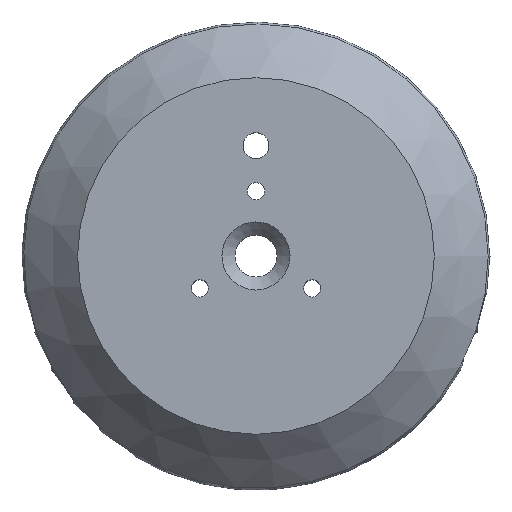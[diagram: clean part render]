
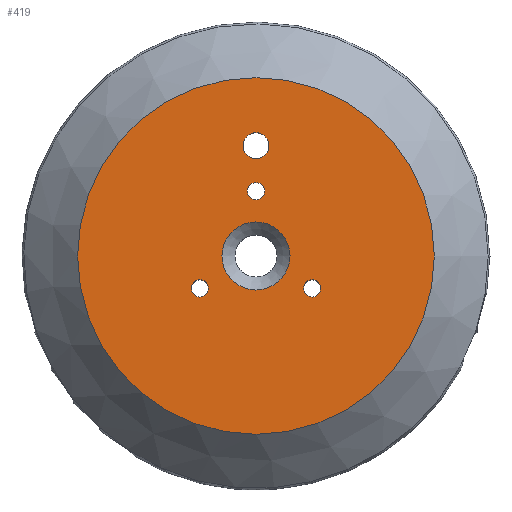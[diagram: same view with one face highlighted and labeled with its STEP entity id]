
A CAD part, top view. The second image highlights one B-rep face of the part: STEP entity #419.
In plain terms, the highlighted planar face has unit normal (0, 0, 1).
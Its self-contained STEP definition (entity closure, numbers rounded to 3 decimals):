
#19=FACE_BOUND('',#79,.T.);
#20=FACE_BOUND('',#80,.T.);
#21=FACE_BOUND('',#81,.T.);
#22=FACE_BOUND('',#82,.T.);
#23=FACE_BOUND('',#83,.T.);
#35=PLANE('',#465);
#52=FACE_OUTER_BOUND('',#78,.T.);
#78=EDGE_LOOP('',(#301));
#79=EDGE_LOOP('',(#302,#303));
#80=EDGE_LOOP('',(#304));
#81=EDGE_LOOP('',(#305));
#82=EDGE_LOOP('',(#306));
#83=EDGE_LOOP('',(#307));
#159=CIRCLE('',#462,5.25);
#161=CIRCLE('',#466,27.5);
#162=CIRCLE('',#467,2.);
#163=CIRCLE('',#468,2.);
#164=CIRCLE('',#469,1.325);
#165=CIRCLE('',#470,1.325);
#166=CIRCLE('',#471,1.325);
#196=VERTEX_POINT('',#675);
#198=VERTEX_POINT('',#683);
#199=VERTEX_POINT('',#685);
#200=VERTEX_POINT('',#686);
#201=VERTEX_POINT('',#689);
#202=VERTEX_POINT('',#691);
#203=VERTEX_POINT('',#693);
#237=EDGE_CURVE('',#196,#196,#159,.T.);
#240=EDGE_CURVE('',#198,#198,#161,.T.);
#241=EDGE_CURVE('',#199,#200,#162,.F.);
#242=EDGE_CURVE('',#200,#199,#163,.F.);
#243=EDGE_CURVE('',#201,#201,#164,.T.);
#244=EDGE_CURVE('',#202,#202,#165,.T.);
#245=EDGE_CURVE('',#203,#203,#166,.T.);
#301=ORIENTED_EDGE('',*,*,#240,.T.);
#302=ORIENTED_EDGE('',*,*,#241,.T.);
#303=ORIENTED_EDGE('',*,*,#242,.T.);
#304=ORIENTED_EDGE('',*,*,#243,.T.);
#305=ORIENTED_EDGE('',*,*,#244,.T.);
#306=ORIENTED_EDGE('',*,*,#245,.T.);
#307=ORIENTED_EDGE('',*,*,#237,.F.);
#419=ADVANCED_FACE('',(#52,#19,#20,#21,#22,#23),#35,.T.);
#462=AXIS2_PLACEMENT_3D('',#677,#530,#531);
#465=AXIS2_PLACEMENT_3D('',#682,#537,#538);
#466=AXIS2_PLACEMENT_3D('',#684,#539,#540);
#467=AXIS2_PLACEMENT_3D('',#687,#541,#542);
#468=AXIS2_PLACEMENT_3D('',#688,#543,#544);
#469=AXIS2_PLACEMENT_3D('',#690,#545,#546);
#470=AXIS2_PLACEMENT_3D('',#692,#547,#548);
#471=AXIS2_PLACEMENT_3D('',#694,#549,#550);
#530=DIRECTION('center_axis',(0.,0.,1.));
#531=DIRECTION('ref_axis',(-1.,0.,0.));
#537=DIRECTION('center_axis',(0.,0.,1.));
#538=DIRECTION('ref_axis',(1.,0.,0.));
#539=DIRECTION('center_axis',(0.,0.,1.));
#540=DIRECTION('ref_axis',(-1.,0.,0.));
#541=DIRECTION('center_axis',(0.,0.,1.));
#542=DIRECTION('ref_axis',(-1.,0.,0.));
#543=DIRECTION('center_axis',(0.,0.,1.));
#544=DIRECTION('ref_axis',(-1.,0.,0.));
#545=DIRECTION('center_axis',(0.,0.,-1.));
#546=DIRECTION('ref_axis',(1.,0.,0.));
#547=DIRECTION('center_axis',(0.,0.,-1.));
#548=DIRECTION('ref_axis',(1.,0.,0.));
#549=DIRECTION('center_axis',(0.,0.,-1.));
#550=DIRECTION('ref_axis',(1.,0.,0.));
#675=CARTESIAN_POINT('',(5.25,0.,-0.7));
#677=CARTESIAN_POINT('Origin',(0.,0.,-0.7));
#682=CARTESIAN_POINT('Origin',(0.,0.,-0.7));
#683=CARTESIAN_POINT('',(27.5,0.,-0.7));
#684=CARTESIAN_POINT('Origin',(0.,0.,-0.7));
#685=CARTESIAN_POINT('',(0.,15.,-0.7));
#686=CARTESIAN_POINT('',(-2.,17.,-0.7));
#687=CARTESIAN_POINT('Origin',(0.,17.,-0.7));
#688=CARTESIAN_POINT('Origin',(0.,17.,-0.7));
#689=CARTESIAN_POINT('',(7.335,-5.,-0.7));
#690=CARTESIAN_POINT('Origin',(8.66,-5.,-0.7));
#691=CARTESIAN_POINT('',(-1.325,10.,-0.7));
#692=CARTESIAN_POINT('Origin',(0.,10.,-0.7));
#693=CARTESIAN_POINT('',(-9.985,-5.,-0.7));
#694=CARTESIAN_POINT('Origin',(-8.66,-5.,-0.7));
